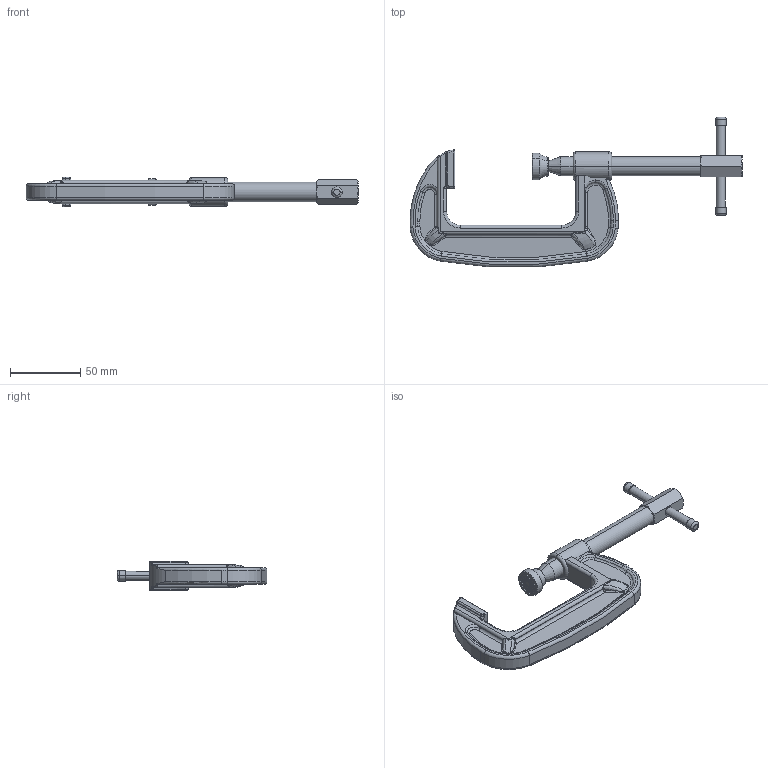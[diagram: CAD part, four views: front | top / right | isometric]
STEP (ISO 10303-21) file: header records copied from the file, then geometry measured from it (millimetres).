
FILE_DESCRIPTION (( 'STEP AP203' ), '1' );
FILE_NAME ('GH-M75.STEP', '2012-04-06T09:01:24', ( 'user' ), ( '' ), 'SwSTEP 2.0', 'SolidWorks 2008', '' );
FILE_SCHEMA (( 'CONFIG_CONTROL_DESIGN' ));
Length unit declared in the file: millimetre
Products named in the file (4): 4m7570_預設; GH-M75; 4m7513_預設; 4m7559_預設
Assembly tree (3 placements, depth 2):
  GH-M75
    4m7559_預設
    4m7570_預設
    4m7513_預設
Bounding box: 236.17 x 106.6 x 21 mm (x, y, z)
Volume: 97966.7 mm3; surface area: 31372.3 mm2
Topology: 3 solids, 3 shells, 293 faces, 704 edges, 421 vertices
Faces by surface type: torus 85, cylinder 80, plane 54, bspline 46, cone 20, sphere 8
Entity records: 11239 total; most frequent: CARTESIAN_POINT 4334, DIRECTION 1395, ORIENTED_EDGE 1382, EDGE_CURVE 691, AXIS2_PLACEMENT_3D 612, VERTEX_POINT 416, CIRCLE 359, EDGE_LOOP 307
